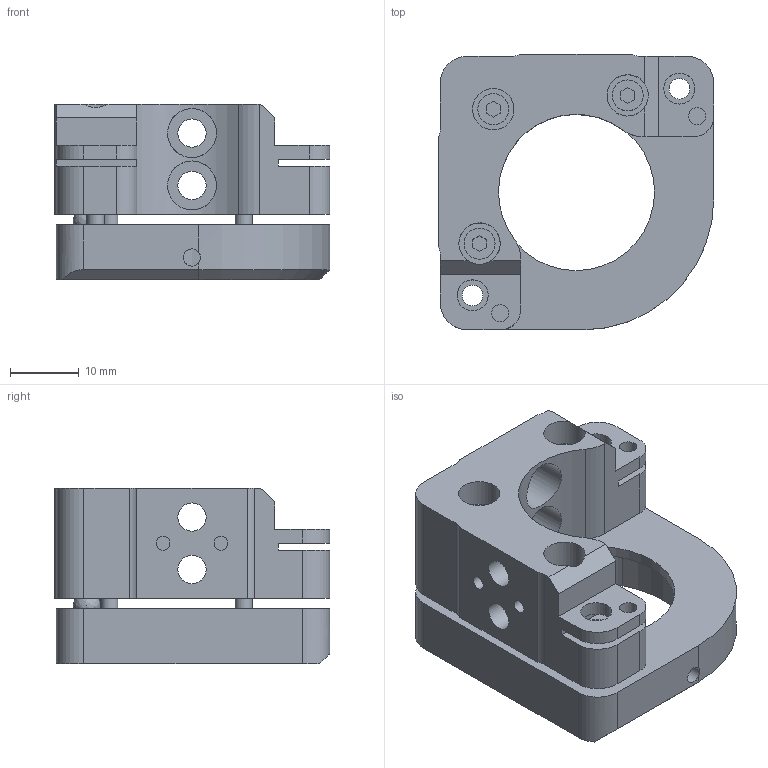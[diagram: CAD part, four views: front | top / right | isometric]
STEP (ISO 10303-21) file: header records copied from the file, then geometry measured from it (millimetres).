
FILE_DESCRIPTION (( 'STEP AP203' ), '1' );
FILE_NAME ('519901.STEP', '2025-05-23T03:47:14', ( 'Windows User' ), ( 'P R C' ), 'SwSTEP 2.0', 'SolidWorks 2020', '' );
FILE_SCHEMA (( 'CONFIG_CONTROL_DESIGN' ));
Length unit declared in the file: millimetre
Products named in the file (1): 519901
Bounding box: 40 x 40 x 25.5 mm (x, y, z)
Volume: 15246.9 mm3; surface area: 10531.1 mm2
Topology: 6 solids, 6 shells, 157 faces, 384 edges, 256 vertices
Faces by surface type: plane 80, cylinder 73, cone 3, bspline 1
Full cylindrical faces by diameter (mm): 2 x7, 2.5 x8, 3 x2, 3.5 x3, 4.1 x4, 4.5 x7, 5 x2, 6 x3, 7.1 x4, 22.8 x1
Entity records: 4817 total; most frequent: CARTESIAN_POINT 1073, DIRECTION 779, ORIENTED_EDGE 662, EDGE_CURVE 331, AXIS2_PLACEMENT_3D 301, EDGE_LOOP 258, VERTEX_POINT 247, FACE_OUTER_BOUND 197
